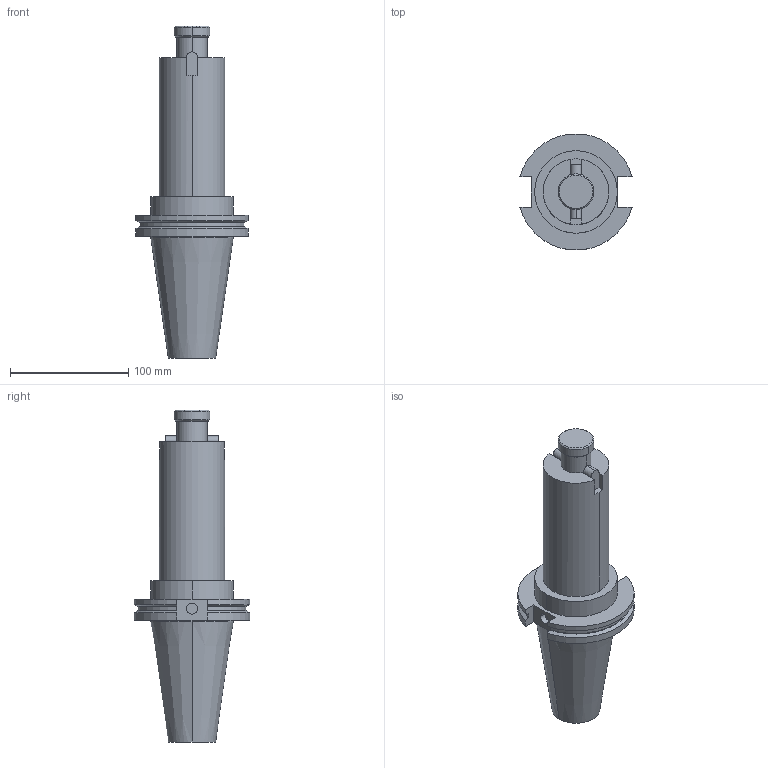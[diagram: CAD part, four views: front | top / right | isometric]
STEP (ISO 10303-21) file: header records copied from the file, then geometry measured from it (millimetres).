
FILE_DESCRIPTION (( 'STEP AP203' ), '1' );
FILE_NAME ('STP-44.151.68.600.STEP', '2017-10-18T01:55:54', ( '' ), ( '' ), 'SwSTEP 2.0', 'SolidWorks 2015', '' );
FILE_SCHEMA (( 'CONFIG_CONTROL_DESIGN' ));
Length unit declared in the file: millimetre
Products named in the file (1): STP-44.151.68.600
Bounding box: 94.95 x 98.05 x 280.85 mm (x, y, z)
Volume: 698600.7 mm3; surface area: 70419.2 mm2
Topology: 1 solids, 1 shells, 80 faces, 195 edges, 123 vertices
Faces by surface type: plane 37, cylinder 27, cone 16
Entity records: 2416 total; most frequent: CARTESIAN_POINT 421, DIRECTION 417, ORIENTED_EDGE 386, EDGE_CURVE 193, AXIS2_PLACEMENT_3D 151, VERTEX_POINT 123, VECTOR 115, LINE 115
